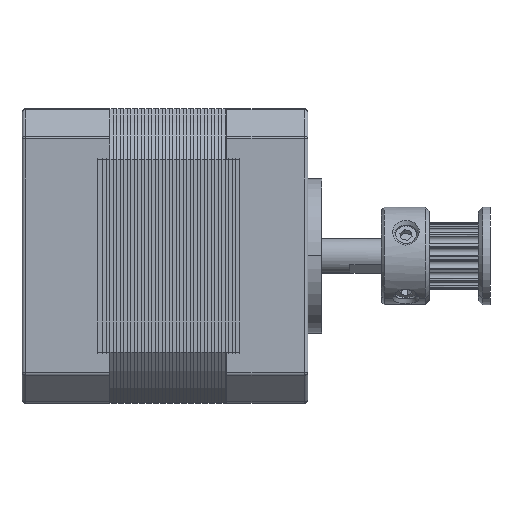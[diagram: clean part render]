
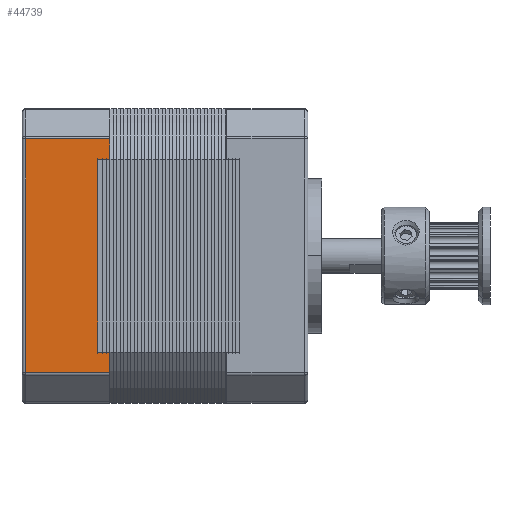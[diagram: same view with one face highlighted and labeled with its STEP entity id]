
A CAD part, top view. The second image highlights one B-rep face of the part: STEP entity #44739.
In plain terms, the highlighted planar face has unit normal (0, 0, 1).
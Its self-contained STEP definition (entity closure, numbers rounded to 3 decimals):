
#44162=CARTESIAN_POINT('Vertex',(-13.766,-10.125,21.)) ;
#44165=CARTESIAN_POINT('Line Origine',(0.,-10.125,21.)) ;
#44169=CARTESIAN_POINT('Vertex',(13.766,-10.125,21.)) ;
#44669=CARTESIAN_POINT('Vertex',(-13.766,-8.425,21.)) ;
#44672=CARTESIAN_POINT('Line Origine',(-13.766,-10.125,21.)) ;
#44684=CARTESIAN_POINT('Axis2P3D Location',(-21.,-8.425,21.)) ;
#44689=CARTESIAN_POINT('Line Origine',(0.,-20.425,21.)) ;
#44693=CARTESIAN_POINT('Vertex',(-16.694,-20.425,21.)) ;
#44695=CARTESIAN_POINT('Vertex',(16.694,-20.425,21.)) ;
#44698=CARTESIAN_POINT('Line Origine',(16.694,-14.425,21.)) ;
#44702=CARTESIAN_POINT('Vertex',(16.694,-8.425,21.)) ;
#44705=CARTESIAN_POINT('Line Origine',(15.23,-8.425,21.)) ;
#44709=CARTESIAN_POINT('Vertex',(13.766,-8.425,21.)) ;
#44712=CARTESIAN_POINT('Line Origine',(13.766,-9.275,21.)) ;
#44717=CARTESIAN_POINT('Line Origine',(-15.23,-8.425,21.)) ;
#44721=CARTESIAN_POINT('Vertex',(-16.694,-8.425,21.)) ;
#44724=CARTESIAN_POINT('Line Origine',(-16.694,-14.425,21.)) ;
#44166=DIRECTION('Vector Direction',(1.,0.,0.)) ;
#44673=DIRECTION('Vector Direction',(0.,1.,0.)) ;
#44685=DIRECTION('Axis2P3D Direction',(0.,0.,-1.)) ;
#44686=DIRECTION('Axis2P3D XDirection',(-1.,0.,-0.)) ;
#44690=DIRECTION('Vector Direction',(1.,0.,0.)) ;
#44699=DIRECTION('Vector Direction',(0.,1.,0.)) ;
#44706=DIRECTION('Vector Direction',(1.,0.,0.)) ;
#44713=DIRECTION('Vector Direction',(0.,-1.,0.)) ;
#44718=DIRECTION('Vector Direction',(1.,0.,0.)) ;
#44725=DIRECTION('Vector Direction',(0.,-1.,0.)) ;
#44687=AXIS2_PLACEMENT_3D('Plane Axis2P3D',#44684,#44685,#44686) ;
#44730=ORIENTED_EDGE('',*,*,#44697,.T.) ;
#44731=ORIENTED_EDGE('',*,*,#44704,.T.) ;
#44732=ORIENTED_EDGE('',*,*,#44711,.F.) ;
#44733=ORIENTED_EDGE('',*,*,#44716,.T.) ;
#44734=ORIENTED_EDGE('',*,*,#44171,.F.) ;
#44735=ORIENTED_EDGE('',*,*,#44676,.T.) ;
#44736=ORIENTED_EDGE('',*,*,#44723,.F.) ;
#44737=ORIENTED_EDGE('',*,*,#44728,.T.) ;
#44167=VECTOR('Line Direction',#44166,1.) ;
#44674=VECTOR('Line Direction',#44673,1.) ;
#44691=VECTOR('Line Direction',#44690,1.) ;
#44700=VECTOR('Line Direction',#44699,1.) ;
#44707=VECTOR('Line Direction',#44706,1.) ;
#44714=VECTOR('Line Direction',#44713,1.) ;
#44719=VECTOR('Line Direction',#44718,1.) ;
#44726=VECTOR('Line Direction',#44725,1.) ;
#44739=ADVANCED_FACE('El_1 Nema 17 17HS4401-1-solid1',(#44738),#44688,.F.) ;
#44171=EDGE_CURVE('',#44163,#44170,#44168,.T.) ;
#44676=EDGE_CURVE('',#44163,#44670,#44675,.T.) ;
#44697=EDGE_CURVE('',#44694,#44696,#44692,.T.) ;
#44704=EDGE_CURVE('',#44696,#44703,#44701,.T.) ;
#44711=EDGE_CURVE('',#44710,#44703,#44708,.T.) ;
#44716=EDGE_CURVE('',#44710,#44170,#44715,.T.) ;
#44723=EDGE_CURVE('',#44722,#44670,#44720,.T.) ;
#44728=EDGE_CURVE('',#44722,#44694,#44727,.T.) ;
#44729=EDGE_LOOP('',(#44730,#44731,#44732,#44733,#44734,#44735,#44736,#44737)) ;
#44738=FACE_OUTER_BOUND('',#44729,.T.) ;
#44168=LINE('Line',#44165,#44167) ;
#44675=LINE('Line',#44672,#44674) ;
#44692=LINE('Line',#44689,#44691) ;
#44701=LINE('Line',#44698,#44700) ;
#44708=LINE('Line',#44705,#44707) ;
#44715=LINE('Line',#44712,#44714) ;
#44720=LINE('Line',#44717,#44719) ;
#44727=LINE('Line',#44724,#44726) ;
#44688=PLANE('Plane',#44687) ;
#44163=VERTEX_POINT('',#44162) ;
#44170=VERTEX_POINT('',#44169) ;
#44670=VERTEX_POINT('',#44669) ;
#44694=VERTEX_POINT('',#44693) ;
#44696=VERTEX_POINT('',#44695) ;
#44703=VERTEX_POINT('',#44702) ;
#44710=VERTEX_POINT('',#44709) ;
#44722=VERTEX_POINT('',#44721) ;
